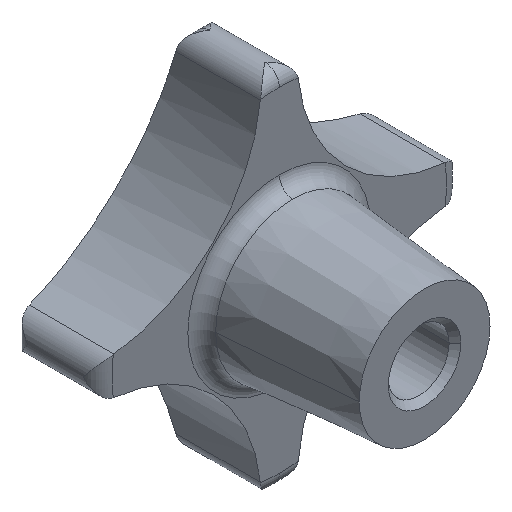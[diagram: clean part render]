
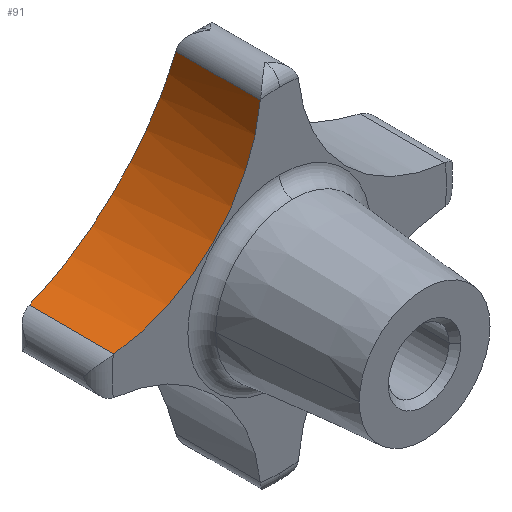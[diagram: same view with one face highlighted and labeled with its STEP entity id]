
A CAD part, isometric view. The second image highlights one B-rep face of the part: STEP entity #91.
In plain terms, the highlighted cylindrical face has radius 22.5 mm (diameter 45 mm), a partial arc.
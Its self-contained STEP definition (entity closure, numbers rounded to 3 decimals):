
#91 = ADVANCED_FACE( '', ( #141 ), #142, .F. );
#141 = FACE_OUTER_BOUND( '', #209, .T. );
#142 = CYLINDRICAL_SURFACE( '', #210, 22.5 );
#209 = EDGE_LOOP( '', ( #365, #366, #367, #368 ) );
#210 = AXIS2_PLACEMENT_3D( '', #369, #370, #371 );
#365 = ORIENTED_EDGE( '', *, *, #581, .F. );
#366 = ORIENTED_EDGE( '', *, *, #580, .F. );
#367 = ORIENTED_EDGE( '', *, *, #582, .F. );
#368 = ORIENTED_EDGE( '', *, *, #583, .T. );
#369 = CARTESIAN_POINT( '', ( -25., 0., 25. ) );
#370 = DIRECTION( '', ( 0., -1., 0. ) );
#371 = DIRECTION( '', ( 0.099, 0., -0.995 ) );
#580 = EDGE_CURVE( '', #718, #702, #720, .T. );
#581 = EDGE_CURVE( '', #702, #721, #722, .T. );
#582 = EDGE_CURVE( '', #723, #718, #724, .T. );
#583 = EDGE_CURVE( '', #723, #721, #725, .T. );
#702 = VERTEX_POINT( '', #1027 );
#718 = VERTEX_POINT( '', #1102 );
#720 = LINE( '', #1104, #1105 );
#721 = VERTEX_POINT( '', #1106 );
#722 = B_SPLINE_CURVE_WITH_KNOTS( '', 3, ( #1107, #1108, #1109, #1110, #1111, #1112, #1113, #1114, #1115, #1116, #1117, #1118, #1119, #1120, #1121, #1122, #1123, #1124, #1125, #1126, #1127, #1128, #1129, #1130, #1131, #1132, #1133, #1134, #1135, #1136 ), .UNSPECIFIED., .F., .F., ( 4, 2, 2, 2, 2, 2, 2, 2, 2, 2, 2, 2, 2, 2, 4 ), ( 0., 2.13, 4.261, 6.391, 8.522, 10.652, 12.783, 14.913, 17.044, 19.197, 21.35, 23.503, 25.657, 27.81, 29.812 ), .UNSPECIFIED. );
#723 = VERTEX_POINT( '', #1137 );
#724 = CIRCLE( '', #1138, 22.5 );
#725 = LINE( '', #1139, #1140 );
#1027 = CARTESIAN_POINT( '', ( -22.769, 31.652, 2.611 ) );
#1102 = CARTESIAN_POINT( '', ( -22.769, 20., 2.611 ) );
#1104 = CARTESIAN_POINT( '', ( -22.769, 0., 2.611 ) );
#1105 = VECTOR( '', #1367, 1. );
#1106 = CARTESIAN_POINT( '', ( -2.611, 31.652, 22.769 ) );
#1107 = CARTESIAN_POINT( '', ( -22.769, 31.652, 2.611 ) );
#1108 = CARTESIAN_POINT( '', ( -22.076, 31.793, 2.68 ) );
#1109 = CARTESIAN_POINT( '', ( -21.373, 31.928, 2.783 ) );
#1110 = CARTESIAN_POINT( '', ( -19.961, 32.183, 3.06 ) );
#1111 = CARTESIAN_POINT( '', ( -19.253, 32.303, 3.234 ) );
#1112 = CARTESIAN_POINT( '', ( -17.844, 32.525, 3.656 ) );
#1113 = CARTESIAN_POINT( '', ( -17.143, 32.626, 3.903 ) );
#1114 = CARTESIAN_POINT( '', ( -15.764, 32.808, 4.469 ) );
#1115 = CARTESIAN_POINT( '', ( -15.086, 32.889, 4.788 ) );
#1116 = CARTESIAN_POINT( '', ( -13.764, 33.027, 5.492 ) );
#1117 = CARTESIAN_POINT( '', ( -13.119, 33.084, 5.878 ) );
#1118 = CARTESIAN_POINT( '', ( -11.874, 33.176, 6.71 ) );
#1119 = CARTESIAN_POINT( '', ( -11.274, 33.211, 7.156 ) );
#1120 = CARTESIAN_POINT( '', ( -10.128, 33.256, 8.1 ) );
#1121 = CARTESIAN_POINT( '', ( -9.582, 33.267, 8.597 ) );
#1122 = CARTESIAN_POINT( '', ( -8.552, 33.266, 9.63 ) );
#1123 = CARTESIAN_POINT( '', ( -8.067, 33.255, 10.166 ) );
#1124 = CARTESIAN_POINT( '', ( -7.161, 33.211, 11.269 ) );
#1125 = CARTESIAN_POINT( '', ( -6.725, 33.178, 11.854 ) );
#1126 = CARTESIAN_POINT( '', ( -5.905, 33.088, 13.076 ) );
#1127 = CARTESIAN_POINT( '', ( -5.521, 33.031, 13.713 ) );
#1128 = CARTESIAN_POINT( '', ( -4.815, 32.895, 15.031 ) );
#1129 = CARTESIAN_POINT( '', ( -4.493, 32.815, 15.711 ) );
#1130 = CARTESIAN_POINT( '', ( -3.918, 32.632, 17.102 ) );
#1131 = CARTESIAN_POINT( '', ( -3.665, 32.53, 17.813 ) );
#1132 = CARTESIAN_POINT( '', ( -3.233, 32.303, 19.254 ) );
#1133 = CARTESIAN_POINT( '', ( -3.053, 32.18, 19.985 ) );
#1134 = CARTESIAN_POINT( '', ( -2.779, 31.923, 21.401 ) );
#1135 = CARTESIAN_POINT( '', ( -2.679, 31.791, 22.086 ) );
#1136 = CARTESIAN_POINT( '', ( -2.611, 31.652, 22.769 ) );
#1137 = CARTESIAN_POINT( '', ( -2.611, 20., 22.769 ) );
#1138 = AXIS2_PLACEMENT_3D( '', #1368, #1369, #1370 );
#1139 = CARTESIAN_POINT( '', ( -2.611, 0., 22.769 ) );
#1140 = VECTOR( '', #1371, 1. );
#1367 = DIRECTION( '', ( 0., 1., 0. ) );
#1368 = CARTESIAN_POINT( '', ( -25., 20., 25. ) );
#1369 = DIRECTION( '', ( 0., 1., 0. ) );
#1370 = DIRECTION( '', ( 0.099, 0., -0.995 ) );
#1371 = DIRECTION( '', ( 0., 1., 0. ) );
